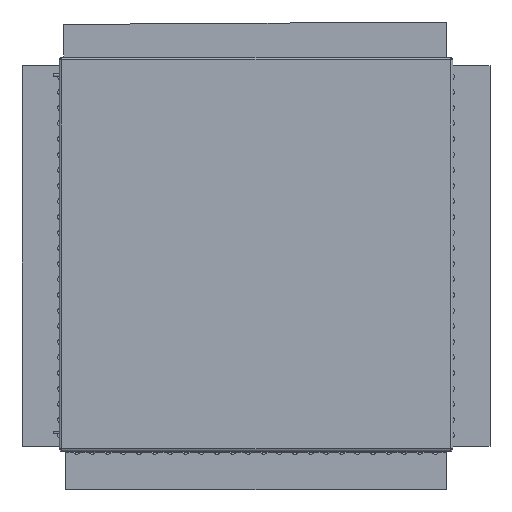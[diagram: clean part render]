
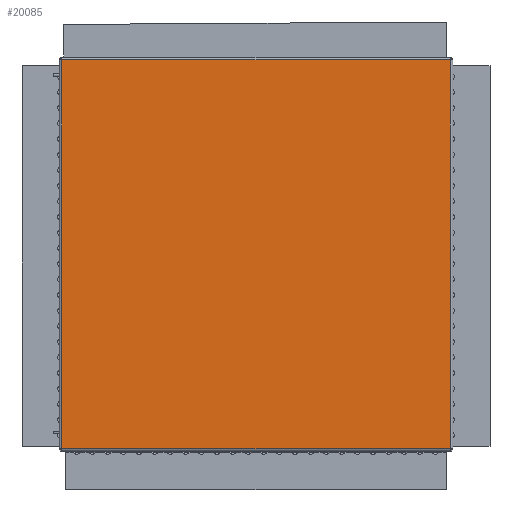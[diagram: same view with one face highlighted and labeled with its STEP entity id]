
A CAD part, top view. The second image highlights one B-rep face of the part: STEP entity #20085.
In plain terms, the highlighted planar face has unit normal (0, 0, 1).
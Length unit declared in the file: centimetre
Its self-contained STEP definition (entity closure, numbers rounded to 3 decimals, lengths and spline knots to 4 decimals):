
#858=PLANE('',#21096);
#1181=FACE_OUTER_BOUND('',#2159,.T.);
#2159=EDGE_LOOP('',(#13080,#13081,#13082,#13083));
#4305=LINE('',#29231,#5895);
#4327=LINE('',#29281,#5917);
#4348=LINE('',#29331,#5938);
#4369=LINE('',#29380,#5959);
#5895=VECTOR('',#23260,10.);
#5917=VECTOR('',#23308,10.);
#5938=VECTOR('',#23359,10.);
#5959=VECTOR('',#23410,10.);
#7486=VERTEX_POINT('',#29228);
#7487=VERTEX_POINT('',#29230);
#7502=VERTEX_POINT('',#29279);
#7516=VERTEX_POINT('',#29330);
#9640=EDGE_CURVE('',#7487,#7486,#4305,.T.);
#9666=EDGE_CURVE('',#7486,#7502,#4327,.T.);
#9691=EDGE_CURVE('',#7516,#7487,#4348,.T.);
#9716=EDGE_CURVE('',#7502,#7516,#4369,.T.);
#13080=ORIENTED_EDGE('',*,*,#9640,.T.);
#13081=ORIENTED_EDGE('',*,*,#9666,.T.);
#13082=ORIENTED_EDGE('',*,*,#9716,.T.);
#13083=ORIENTED_EDGE('',*,*,#9691,.T.);
#20085=ADVANCED_FACE('',(#1181),#858,.F.);
#21096=AXIS2_PLACEMENT_3D('',#29393,#23427,#23428);
#23260=DIRECTION('',(0.,-1.,0.));
#23308=DIRECTION('',(1.,0.,0.));
#23359=DIRECTION('',(-1.,0.,0.));
#23410=DIRECTION('',(0.,1.,0.));
#23427=DIRECTION('center_axis',(0.,0.,
-1.));
#23428=DIRECTION('ref_axis',(0.,1.,0.));
#29228=CARTESIAN_POINT('',(-149.5,2.,30.));
#29230=CARTESIAN_POINT('',(-149.5,301.,30.));
#29231=CARTESIAN_POINT('',(-149.5,226.25,30.));
#29279=CARTESIAN_POINT('',(149.5,2.,30.));
#29281=CARTESIAN_POINT('',(-74.75,2.,30.));
#29330=CARTESIAN_POINT('',(149.5,301.,30.));
#29331=CARTESIAN_POINT('',(74.75,301.,30.));
#29380=CARTESIAN_POINT('',(149.5,76.75,30.));
#29393=CARTESIAN_POINT('Origin',(0.,151.5,30.));
